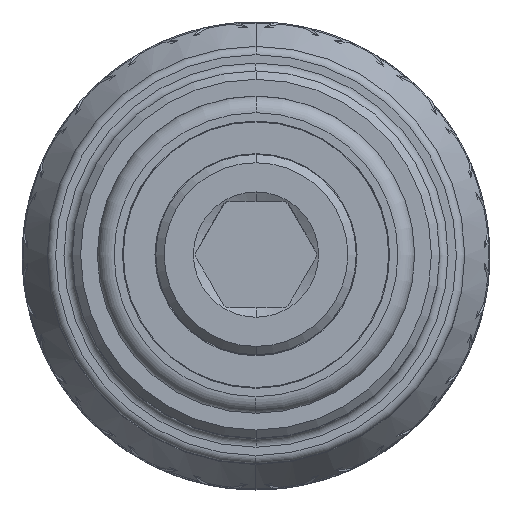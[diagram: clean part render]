
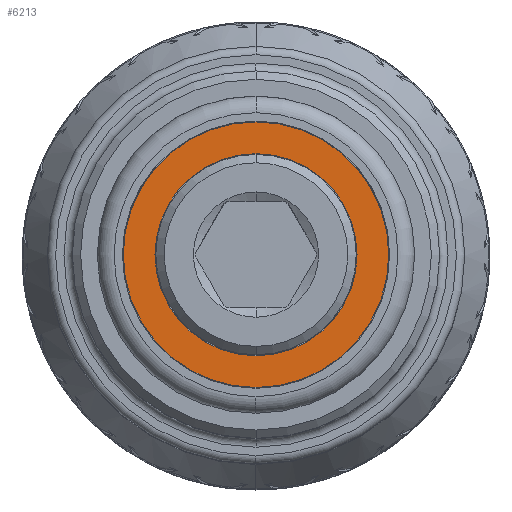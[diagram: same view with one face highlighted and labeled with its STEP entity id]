
A CAD part, top view. The second image highlights one B-rep face of the part: STEP entity #6213.
In plain terms, the highlighted planar face has unit normal (0, 0, 1).
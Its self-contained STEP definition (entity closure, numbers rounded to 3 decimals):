
#6168=CARTESIAN_POINT('',(0.,0.,71.5));
#6169=DIRECTION('',(0.,0.,1.));
#6170=DIRECTION('',(0.,-1.,0.));
#6171=AXIS2_PLACEMENT_3D('',#6168,#6169,#6170);
#6173=CARTESIAN_POINT('',(0.,0.,71.5));
#6174=DIRECTION('',(0.,0.,1.));
#6175=DIRECTION('',(0.,1.,0.));
#6176=AXIS2_PLACEMENT_3D('',#6173,#6174,#6175);
#6178=CARTESIAN_POINT('',(0.,0.,71.5));
#6179=DIRECTION('',(0.,0.,-1.));
#6180=DIRECTION('',(0.,-1.,0.));
#6181=AXIS2_PLACEMENT_3D('',#6178,#6179,#6180);
#6183=CARTESIAN_POINT('',(0.,0.,71.5));
#6184=DIRECTION('',(0.,0.,-1.));
#6185=DIRECTION('',(0.,1.,0.));
#6186=AXIS2_PLACEMENT_3D('',#6183,#6184,#6185);
#6188=CARTESIAN_POINT('',(0.,7.95,71.5));
#6189=CARTESIAN_POINT('',(0.,-7.95,71.5));
#6190=VERTEX_POINT('',#6188);
#6191=VERTEX_POINT('',#6189);
#6192=CARTESIAN_POINT('',(0.,6.05,71.5));
#6193=CARTESIAN_POINT('',(0.,-6.05,71.5));
#6194=VERTEX_POINT('',#6192);
#6195=VERTEX_POINT('',#6193);
#6196=CARTESIAN_POINT('',(0.,0.,71.5));
#6197=DIRECTION('',(0.,0.,-1.));
#6198=DIRECTION('',(0.,-1.,0.));
#6199=AXIS2_PLACEMENT_3D('',#6196,#6197,#6198);
#6200=PLANE('',#6199);
#6202=ORIENTED_EDGE('',*,*,#6201,.T.);
#6204=ORIENTED_EDGE('',*,*,#6203,.T.);
#6205=EDGE_LOOP('',(#6202,#6204));
#6206=FACE_OUTER_BOUND('',#6205,.F.);
#6208=ORIENTED_EDGE('',*,*,#6207,.T.);
#6210=ORIENTED_EDGE('',*,*,#6209,.T.);
#6211=EDGE_LOOP('',(#6208,#6210));
#6212=FACE_BOUND('',#6211,.F.);
#6213=ADVANCED_FACE('',(#6206,#6212),#6200,.F.);
#6172=CIRCLE('',#6171,6.05);
#6177=CIRCLE('',#6176,6.05);
#6182=CIRCLE('',#6181,7.95);
#6187=CIRCLE('',#6186,7.95);
#6201=EDGE_CURVE('',#6191,#6190,#6182,.T.);
#6203=EDGE_CURVE('',#6190,#6191,#6187,.T.);
#6207=EDGE_CURVE('',#6195,#6194,#6172,.T.);
#6209=EDGE_CURVE('',#6194,#6195,#6177,.T.);
